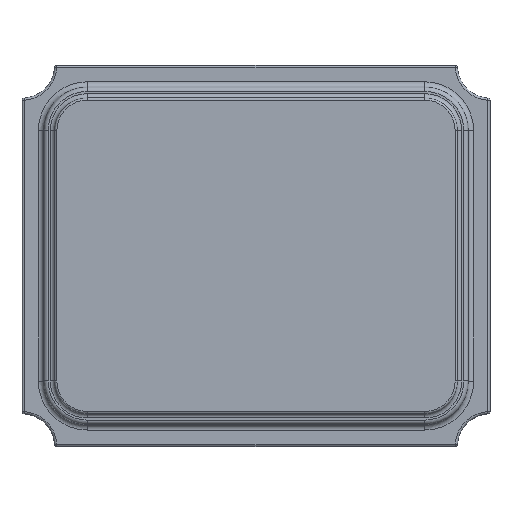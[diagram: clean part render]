
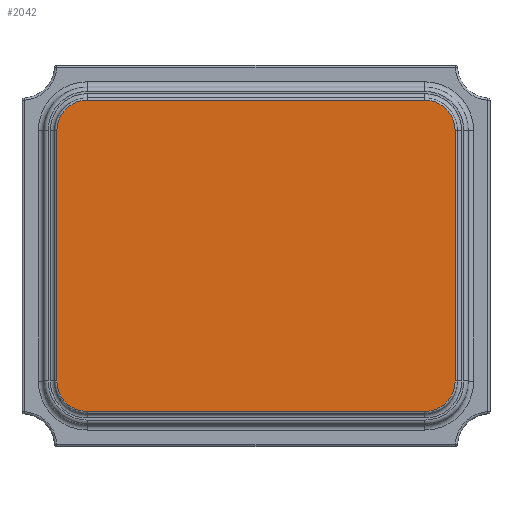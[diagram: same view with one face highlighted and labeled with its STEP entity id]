
A CAD part, top view. The second image highlights one B-rep face of the part: STEP entity #2042.
In plain terms, the highlighted planar face has unit normal (0, 0, 1).
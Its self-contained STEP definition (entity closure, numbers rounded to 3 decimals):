
#22=PLANE('',#2257);
#112=LINE('',#3319,#275);
#113=LINE('',#3330,#276);
#115=LINE('',#3342,#278);
#117=LINE('',#3354,#280);
#275=VECTOR('',#2653,10.);
#276=VECTOR('',#2666,10.);
#278=VECTOR('',#2680,10.);
#280=VECTOR('',#2694,10.);
#511=FACE_OUTER_BOUND('',#637,.T.);
#637=EDGE_LOOP('',(#1555,#1556,#1557,#1558,#1559,#1560,#1561,#1562));
#772=CIRCLE('',#2232,0.14);
#776=CIRCLE('',#2238,0.14);
#780=CIRCLE('',#2244,0.14);
#783=CIRCLE('',#2249,0.14);
#924=VERTEX_POINT('',#3312);
#927=VERTEX_POINT('',#3317);
#929=VERTEX_POINT('',#3322);
#931=VERTEX_POINT('',#3328);
#933=VERTEX_POINT('',#3334);
#935=VERTEX_POINT('',#3340);
#937=VERTEX_POINT('',#3346);
#939=VERTEX_POINT('',#3352);
#1144=EDGE_CURVE('',#927,#924,#112,.T.);
#1146=EDGE_CURVE('',#929,#927,#772,.T.);
#1149=EDGE_CURVE('',#931,#929,#113,.T.);
#1152=EDGE_CURVE('',#933,#931,#776,.T.);
#1155=EDGE_CURVE('',#935,#933,#115,.T.);
#1158=EDGE_CURVE('',#937,#935,#780,.T.);
#1161=EDGE_CURVE('',#939,#937,#117,.T.);
#1163=EDGE_CURVE('',#924,#939,#783,.T.);
#1555=ORIENTED_EDGE('',*,*,#1144,.F.);
#1556=ORIENTED_EDGE('',*,*,#1146,.F.);
#1557=ORIENTED_EDGE('',*,*,#1149,.F.);
#1558=ORIENTED_EDGE('',*,*,#1152,.F.);
#1559=ORIENTED_EDGE('',*,*,#1155,.F.);
#1560=ORIENTED_EDGE('',*,*,#1158,.F.);
#1561=ORIENTED_EDGE('',*,*,#1161,.F.);
#1562=ORIENTED_EDGE('',*,*,#1163,.F.);
#2042=ADVANCED_FACE('',(#511),#22,.T.);
#2232=AXIS2_PLACEMENT_3D('',#3324,#2658,#2659);
#2238=AXIS2_PLACEMENT_3D('',#3336,#2672,#2673);
#2244=AXIS2_PLACEMENT_3D('',#3348,#2686,#2687);
#2249=AXIS2_PLACEMENT_3D('',#3357,#2698,#2699);
#2257=AXIS2_PLACEMENT_3D('',#3377,#2721,#2722);
#2653=DIRECTION('',(0.,-1.,0.));
#2658=DIRECTION('center_axis',(0.,0.,-1.));
#2659=DIRECTION('ref_axis',(0.707,0.707,0.));
#2666=DIRECTION('',(1.,0.,0.));
#2672=DIRECTION('center_axis',(0.,0.,-1.));
#2673=DIRECTION('ref_axis',(-0.707,0.707,0.));
#2680=DIRECTION('',(0.,1.,0.));
#2686=DIRECTION('center_axis',(0.,0.,-1.));
#2687=DIRECTION('ref_axis',(-0.707,-0.707,0.));
#2694=DIRECTION('',(-1.,0.,0.));
#2698=DIRECTION('center_axis',(0.,0.,-1.));
#2699=DIRECTION('ref_axis',(0.707,-0.707,0.));
#2721=DIRECTION('center_axis',(0.,0.,1.));
#2722=DIRECTION('ref_axis',(1.,0.,0.));
#3312=CARTESIAN_POINT('',(0.915,-0.575,0.8));
#3317=CARTESIAN_POINT('',(0.915,0.575,0.8));
#3319=CARTESIAN_POINT('',(0.915,-0.287,0.8));
#3322=CARTESIAN_POINT('',(0.775,0.715,0.8));
#3324=CARTESIAN_POINT('Origin',(0.775,0.575,0.8));
#3328=CARTESIAN_POINT('',(-0.775,0.715,0.8));
#3330=CARTESIAN_POINT('',(0.387,0.715,0.8));
#3334=CARTESIAN_POINT('',(-0.915,0.575,0.8));
#3336=CARTESIAN_POINT('Origin',(-0.775,0.575,0.8));
#3340=CARTESIAN_POINT('',(-0.915,-0.575,0.8));
#3342=CARTESIAN_POINT('',(-0.915,0.287,0.8));
#3346=CARTESIAN_POINT('',(-0.775,-0.715,0.8));
#3348=CARTESIAN_POINT('Origin',(-0.775,-0.575,0.8));
#3352=CARTESIAN_POINT('',(0.775,-0.715,0.8));
#3354=CARTESIAN_POINT('',(-0.387,-0.715,0.8));
#3357=CARTESIAN_POINT('Origin',(0.775,-0.575,0.8));
#3377=CARTESIAN_POINT('Origin',(0.,0.,
0.8));
